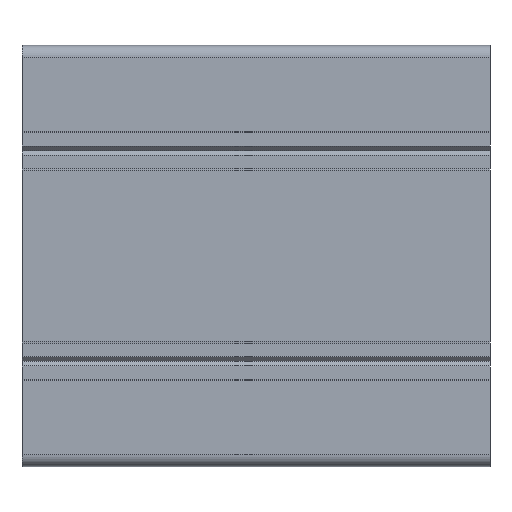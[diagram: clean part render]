
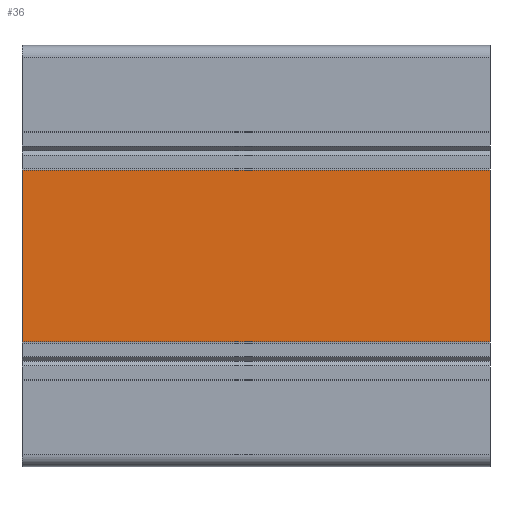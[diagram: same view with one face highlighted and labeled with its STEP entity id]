
A CAD part, front view. The second image highlights one B-rep face of the part: STEP entity #36.
In plain terms, the highlighted planar face has unit normal (0, -1, 0).
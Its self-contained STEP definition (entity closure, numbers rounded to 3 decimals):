
#36 = ADVANCED_FACE ( 'NONE', ( #2915 ), #1168, .F. ) ;
#48 = EDGE_CURVE ( 'NONE', #2723, #3961, #864, .T. ) ;
#88 = DIRECTION ( 'NONE',  ( 0., 0., 1. ) ) ;
#196 = VECTOR ( 'NONE', #1804, 1000. ) ;
#298 = LINE ( 'NONE', #3713, #2851 ) ;
#502 = EDGE_CURVE ( 'NONE', #4333, #3961, #298, .T. ) ;
#585 = ORIENTED_EDGE ( 'NONE', *, *, #48, .T. ) ;
#811 = DIRECTION ( 'NONE',  ( -1., 0., 0. ) ) ;
#834 = CARTESIAN_POINT ( 'NONE',  ( 59.184, 32.398, 40.85 ) ) ;
#864 = LINE ( 'NONE', #2602, #2794 ) ;
#865 = AXIS2_PLACEMENT_3D ( 'NONE', #2987, #3009, #88 ) ;
#1086 = ORIENTED_EDGE ( 'NONE', *, *, #3500, .T. ) ;
#1146 = DIRECTION ( 'NONE',  ( -1., 0., 0. ) ) ;
#1168 = PLANE ( 'NONE',  #865 ) ;
#1574 = CARTESIAN_POINT ( 'NONE',  ( -40.816, 32.398, 40.85 ) ) ;
#1804 = DIRECTION ( 'NONE',  ( 0., 0., -1. ) ) ;
#2119 = LINE ( 'NONE', #2874, #196 ) ;
#2175 = ORIENTED_EDGE ( 'NONE', *, *, #502, .F. ) ;
#2191 = ORIENTED_EDGE ( 'NONE', *, *, #4293, .F. ) ;
#2319 = VECTOR ( 'NONE', #811, 1000. ) ;
#2545 = CARTESIAN_POINT ( 'NONE',  ( 59.184, 32.398, 4.15 ) ) ;
#2590 = DIRECTION ( 'NONE',  ( 0., 0., -1. ) ) ;
#2602 = CARTESIAN_POINT ( 'NONE',  ( -40.816, 32.398, 4.15 ) ) ;
#2618 = CARTESIAN_POINT ( 'NONE',  ( -40.816, 32.398, 4.15 ) ) ;
#2720 = VERTEX_POINT ( 'NONE', #3777 ) ;
#2723 = VERTEX_POINT ( 'NONE', #1574 ) ;
#2794 = VECTOR ( 'NONE', #2590, 1000. ) ;
#2851 = VECTOR ( 'NONE', #1146, 1000. ) ;
#2874 = CARTESIAN_POINT ( 'NONE',  ( 59.184, 32.398, 4.15 ) ) ;
#2915 = FACE_OUTER_BOUND ( 'NONE', #3782, .T. ) ;
#2987 = CARTESIAN_POINT ( 'NONE',  ( 59.184, 32.398, 4.15 ) ) ;
#3009 = DIRECTION ( 'NONE',  ( 0., 1., 0. ) ) ;
#3500 = EDGE_CURVE ( 'NONE', #2720, #2723, #4461, .T. ) ;
#3713 = CARTESIAN_POINT ( 'NONE',  ( 59.184, 32.398, 4.15 ) ) ;
#3777 = CARTESIAN_POINT ( 'NONE',  ( 59.184, 32.398, 40.85 ) ) ;
#3782 = EDGE_LOOP ( 'NONE', ( #585, #2175, #2191, #1086 ) ) ;
#3961 = VERTEX_POINT ( 'NONE', #2618 ) ;
#4293 = EDGE_CURVE ( 'NONE', #2720, #4333, #2119, .T. ) ;
#4333 = VERTEX_POINT ( 'NONE', #2545 ) ;
#4461 = LINE ( 'NONE', #834, #2319 ) ;
